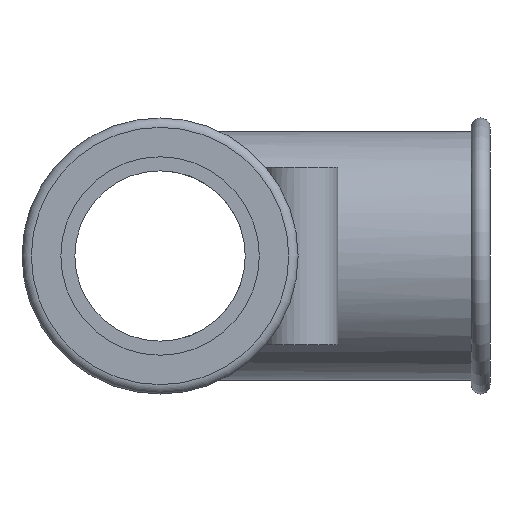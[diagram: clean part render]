
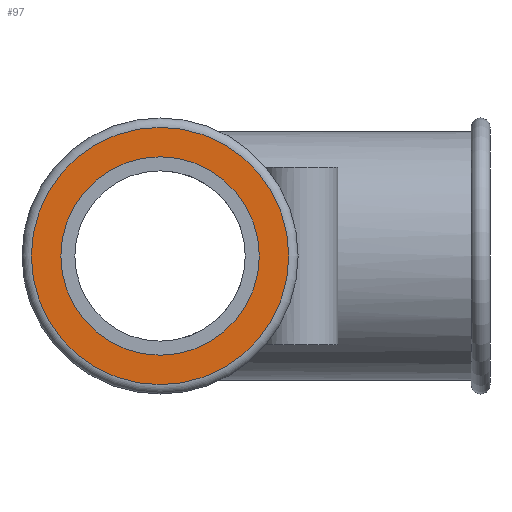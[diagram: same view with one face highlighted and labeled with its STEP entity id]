
A CAD part, left-side view. The second image highlights one B-rep face of the part: STEP entity #97.
In plain terms, the highlighted planar face has unit normal (-1, 0, 0).
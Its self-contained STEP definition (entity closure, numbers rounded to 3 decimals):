
#97 = ADVANCED_FACE( '', ( #175, #176 ), #177, .F. );
#175 = FACE_OUTER_BOUND( '', #263, .T. );
#176 = FACE_BOUND( '', #264, .T. );
#177 = PLANE( '', #265 );
#263 = EDGE_LOOP( '', ( #409 ) );
#264 = EDGE_LOOP( '', ( #410 ) );
#265 = AXIS2_PLACEMENT_3D( '', #411, #412, #413 );
#409 = ORIENTED_EDGE( '', *, *, #470, .F. );
#410 = ORIENTED_EDGE( '', *, *, #465, .T. );
#411 = CARTESIAN_POINT( '', ( 0., 0., 0. ) );
#412 = DIRECTION( '', ( 1., 0., 0. ) );
#413 = DIRECTION( '', ( 0., 0., -1. ) );
#465 = EDGE_CURVE( '', #530, #530, #531, .T. );
#470 = EDGE_CURVE( '', #538, #538, #539, .T. );
#530 = VERTEX_POINT( '', #858 );
#531 = CIRCLE( '', #859, 10.6 );
#538 = VERTEX_POINT( '', #866 );
#539 = CIRCLE( '', #867, 13.75 );
#858 = CARTESIAN_POINT( '', ( 0., 0., -10.6 ) );
#859 = AXIS2_PLACEMENT_3D( '', #947, #948, #949 );
#866 = CARTESIAN_POINT( '', ( 0., 0., -13.75 ) );
#867 = AXIS2_PLACEMENT_3D( '', #959, #960, #961 );
#947 = CARTESIAN_POINT( '', ( 0., 0., 0. ) );
#948 = DIRECTION( '', ( 1., 0., 0. ) );
#949 = DIRECTION( '', ( 0., 0., -1. ) );
#959 = CARTESIAN_POINT( '', ( 0., 0., 0. ) );
#960 = DIRECTION( '', ( 1., 0., 0. ) );
#961 = DIRECTION( '', ( 0., 0., -1. ) );
